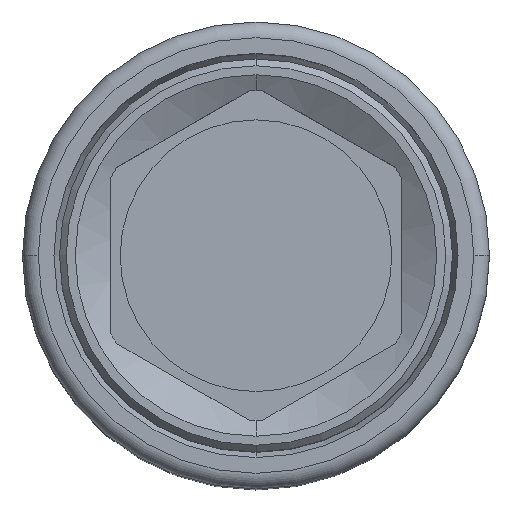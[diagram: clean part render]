
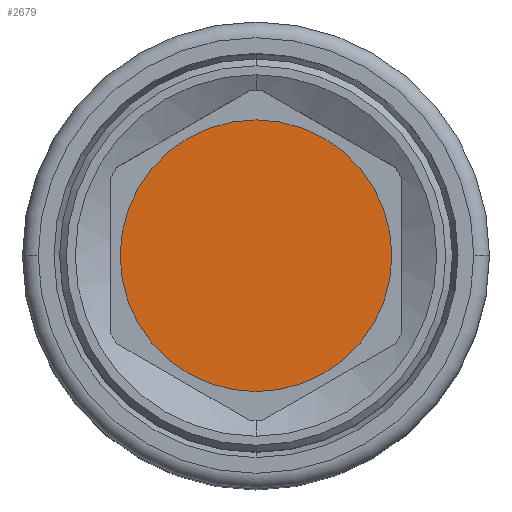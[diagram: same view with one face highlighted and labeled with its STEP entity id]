
A CAD part, top view. The second image highlights one B-rep face of the part: STEP entity #2679.
In plain terms, the highlighted planar face has unit normal (0, 0, 1).
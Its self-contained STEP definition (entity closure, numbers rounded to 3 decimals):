
#2612=CARTESIAN_POINT('',(0.,0.,69.));
#2613=DIRECTION('',(0.,0.,-1.));
#2614=DIRECTION('',(0.,1.,0.));
#2615=AXIS2_PLACEMENT_3D('',#2612,#2613,#2614);
#2617=CARTESIAN_POINT('',(0.,0.,69.));
#2618=DIRECTION('',(0.,0.,1.));
#2619=DIRECTION('',(0.,1.,0.));
#2620=AXIS2_PLACEMENT_3D('',#2617,#2618,#2619);
#2623=CARTESIAN_POINT('',(0.,6.05,69.));
#2625=VERTEX_POINT('',#2623);
#2627=CARTESIAN_POINT('',(0.,-6.05,69.));
#2629=VERTEX_POINT('',#2627);
#2670=CARTESIAN_POINT('',(0.,0.,69.));
#2671=DIRECTION('',(0.,0.,1.));
#2672=DIRECTION('',(0.,1.,0.));
#2673=AXIS2_PLACEMENT_3D('',#2670,#2671,#2672);
#2674=PLANE('',#2673);
#2675=ORIENTED_EDGE('',*,*,#2652,.T.);
#2676=ORIENTED_EDGE('',*,*,#2663,.F.);
#2677=EDGE_LOOP('',(#2675,#2676));
#2678=FACE_OUTER_BOUND('',#2677,.F.);
#2679=ADVANCED_FACE('',(#2678),#2674,.T.);
#2616=CIRCLE('',#2615,6.05);
#2621=CIRCLE('',#2620,6.05);
#2652=EDGE_CURVE('',#2625,#2629,#2616,.T.);
#2663=EDGE_CURVE('',#2625,#2629,#2621,.T.);
